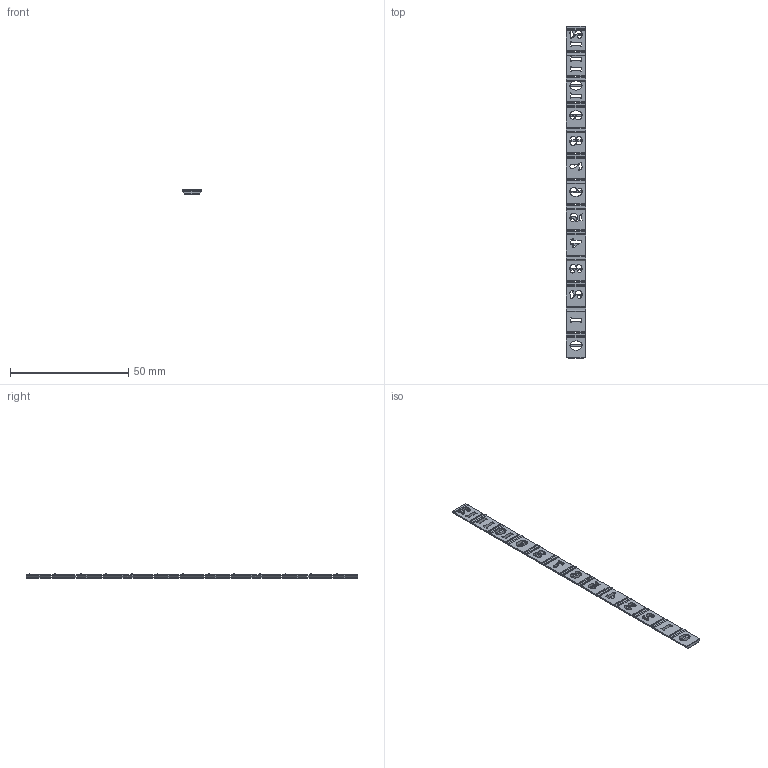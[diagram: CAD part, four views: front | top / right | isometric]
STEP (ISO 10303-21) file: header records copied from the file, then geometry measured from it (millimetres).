
FILE_DESCRIPTION(('HOOPS Exchange Step'),'2;1');
FILE_NAME('temp_export','2024-04-05T10:08:55-04:00',('cdeit'),('Shapr3D Limited'),'HOOPS Exchange 2023.2','Shapr3D','Authorized');
FILE_SCHEMA( ('AUTOMOTIVE_DESIGN { 1 0 10303 214 1 1 1 1 }') );
Length unit declared in the file: millimetre
Products named in the file (2): holey gate plates; root
Assembly tree (1 placements, depth 2):
  root
    holey gate plates
Bounding box: 8.2 x 140.1 x 1.79 mm (x, y, z)
Volume: 1312.2 mm3; surface area: 2978.4 mm2
Topology: 13 solids, 13 shells, 1000 faces, 2525 edges, 1549 vertices
Faces by surface type: plane 602, bspline 333, cone 39, cylinder 26
Entity records: 34660 total; most frequent: CARTESIAN_POINT 13044, ORIENTED_EDGE 5050, DIRECTION 3258, EDGE_CURVE 2525, VECTOR 1738, LINE 1738, VERTEX_POINT 1549, EDGE_LOOP 1066
